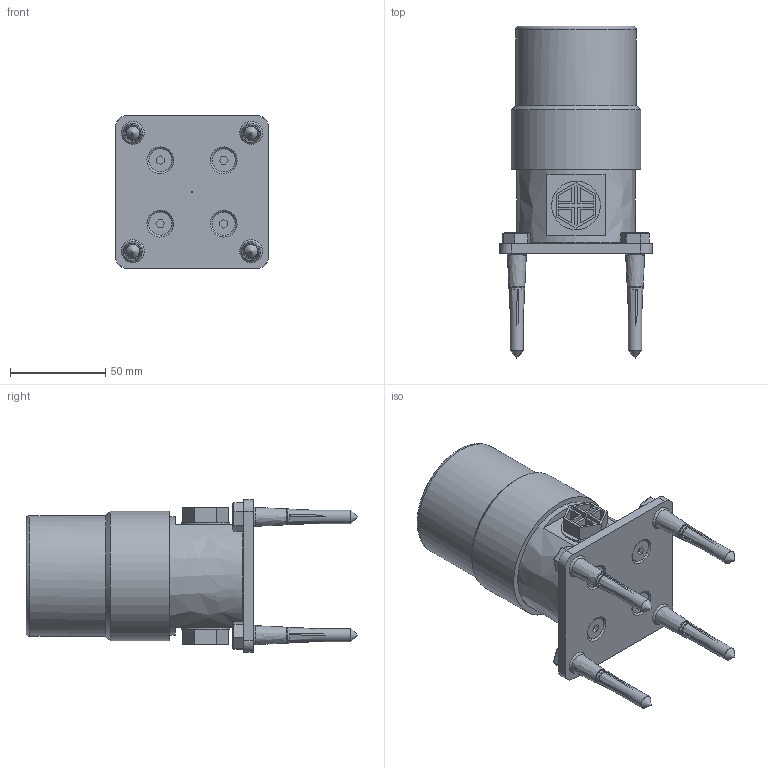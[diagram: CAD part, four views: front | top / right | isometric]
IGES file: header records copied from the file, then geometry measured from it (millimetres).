
Global section: file name: V141-AIS; native system: Autodesk Inventor 2020; preprocessor: unknown; author: adaniels; date: 20221129.132933; units: millimetre
Bounding box: 80 x 174 x 80 mm (x, y, z)
Volume: 248279.9 mm3; surface area: 105426 mm2
Topology: 20 solids, 20 shells, 484 faces, 1327 edges, 892 vertices
Faces by surface type: bspline 484
